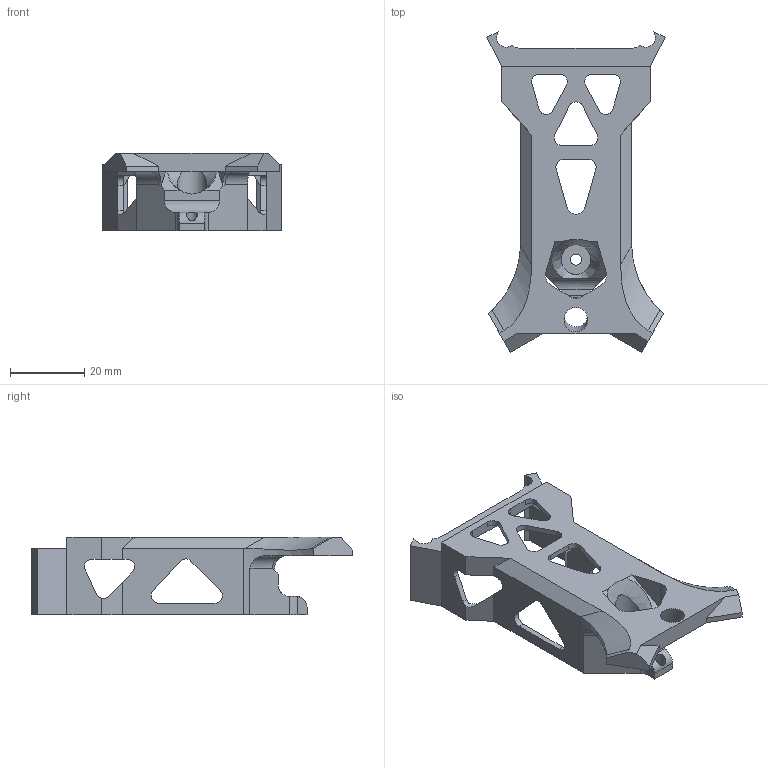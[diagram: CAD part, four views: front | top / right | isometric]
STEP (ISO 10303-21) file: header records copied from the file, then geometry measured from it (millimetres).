
FILE_DESCRIPTION(/* description */ (''),/* implementation_level */ '2;1');
FILE_NAME(/* name */ 'TM_Topcover.step',/* time_stamp */ '2023-05-23T22:20:57+08:00',/* author */ (''),/* organization */ (''),/* preprocessor_version */ 'ST-DEVELOPER v19.2',/* originating_system */ 'Autodesk Translation Framework v12.4.0.73',/* authorisation */ '');
FILE_SCHEMA (('AUTOMOTIVE_DESIGN { 1 0 10303 214 3 1 1 }'));
Length unit declared in the file: millimetre
Products named in the file (1): TM_Topcover
Bounding box: 48.1 x 86.5 x 21 mm (x, y, z)
Volume: 11094.3 mm3; surface area: 11399.1 mm2
Topology: 1 solids, 1 shells, 148 faces, 453 edges, 299 vertices
Faces by surface type: plane 96, cylinder 49, bspline 3
Full cylindrical faces by diameter (mm): 3 x2, 5 x1, 6.354 x1, 8 x1
Entity records: 5424 total; most frequent: CARTESIAN_POINT 1242, ORIENTED_EDGE 906, DIRECTION 827, EDGE_CURVE 453, LINE 331, VECTOR 331, VERTEX_POINT 299, AXIS2_PLACEMENT_3D 248
